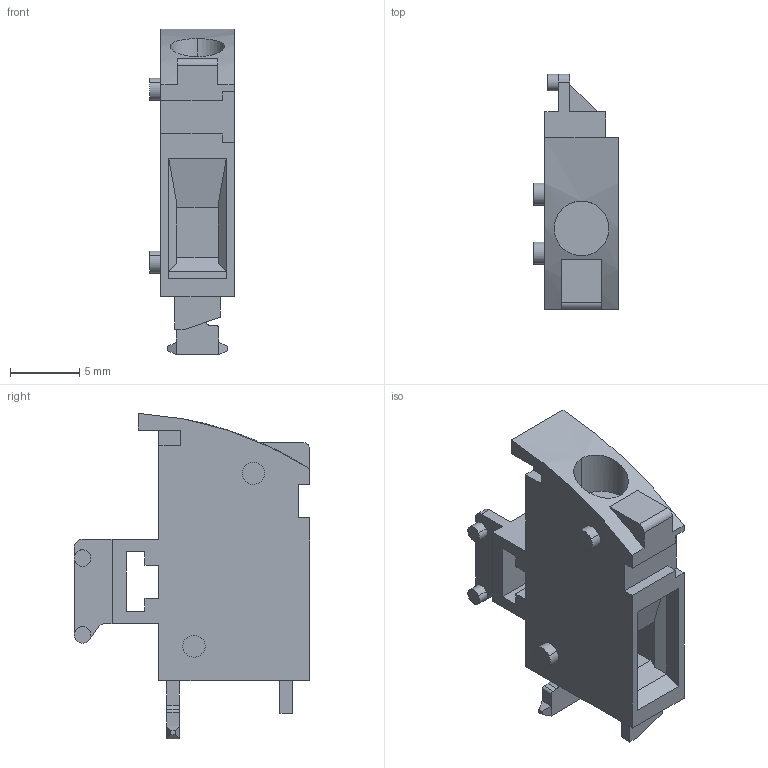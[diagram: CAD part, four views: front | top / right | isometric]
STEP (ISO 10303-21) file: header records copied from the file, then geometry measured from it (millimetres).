
FILE_DESCRIPTION(('CATIA V5 STEP Exchange','CAx-IF Rec.Pracs.--- Model Styling and Organization---1.4--- 2014-01-23'),'2;1');
FILE_NAME ('D1310409_2', '2019-07-09T11:55:15+00:00', ('none'), ('Weidmueller'), 'CATIA Version 5-6 Release 2016 SP3 HF44', 'CATIA V5 STEP AP214', 'none');
FILE_SCHEMA(('AUTOMOTIVE_DESIGN { 1 0 10303 214 1 1 1 1 }'));
Length unit declared in the file: millimetre
Products named in the file (1): 1137870000
Bounding box: 6.1 x 17 x 23.51 mm (x, y, z)
Volume: 942.8 mm3; surface area: 1114 mm2
Topology: 2 solids, 2 shells, 104 faces, 278 edges, 182 vertices
Faces by surface type: plane 86, cylinder 18
Entity records: 3246 total; most frequent: CARTESIAN_POINT 588, ORIENTED_EDGE 556, DIRECTION 444, EDGE_CURVE 278, VECTOR 225, LINE 225, VERTEX_POINT 182, AXIS2_PLACEMENT_3D 130
